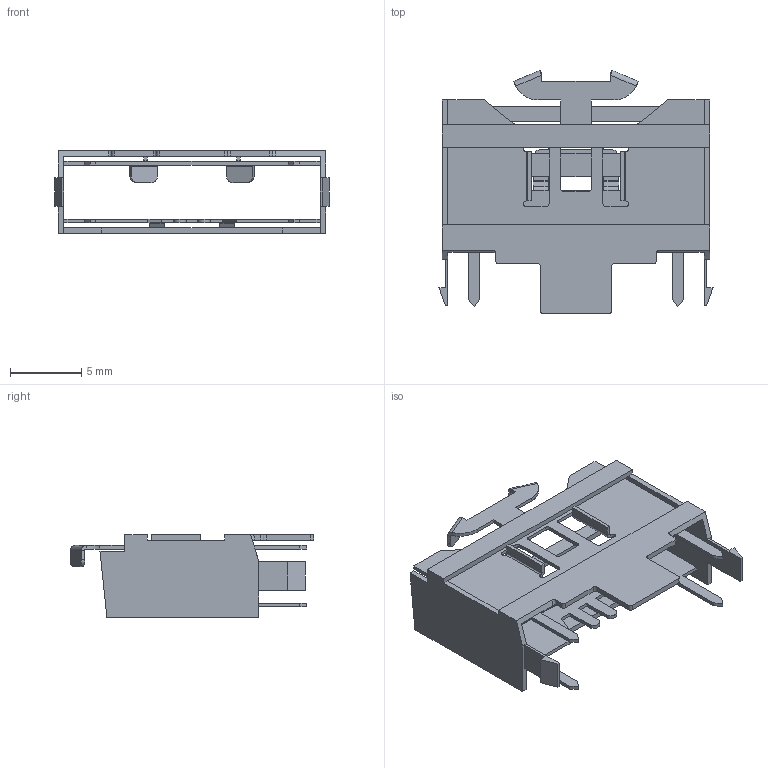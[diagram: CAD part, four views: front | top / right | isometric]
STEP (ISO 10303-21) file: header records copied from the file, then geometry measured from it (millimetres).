
FILE_DESCRIPTION (( 'STEP AP214' ), '1' );
FILE_NAME ('BV-1632-G.STEP', '2019-10-22T12:05:32', ( '' ), ( '' ), 'SwSTEP 2.0', 'SolidWorks 2017', '' );
FILE_SCHEMA (( 'AUTOMOTIVE_DESIGN' ));
Length unit declared in the file: millimetre
Products named in the file (1): BV-1632-G
Bounding box: 19.3 x 17.13 x 5.82 mm (x, y, z)
Volume: 177.7 mm3; surface area: 1262.9 mm2
Topology: 3 solids, 3 shells, 221 faces, 610 edges, 388 vertices
Faces by surface type: plane 167, cylinder 50, bspline 4
Entity records: 7112 total; most frequent: CARTESIAN_POINT 1384, ORIENTED_EDGE 1220, DIRECTION 1122, EDGE_CURVE 610, VECTOR 510, LINE 510, VERTEX_POINT 388, AXIS2_PLACEMENT_3D 306
